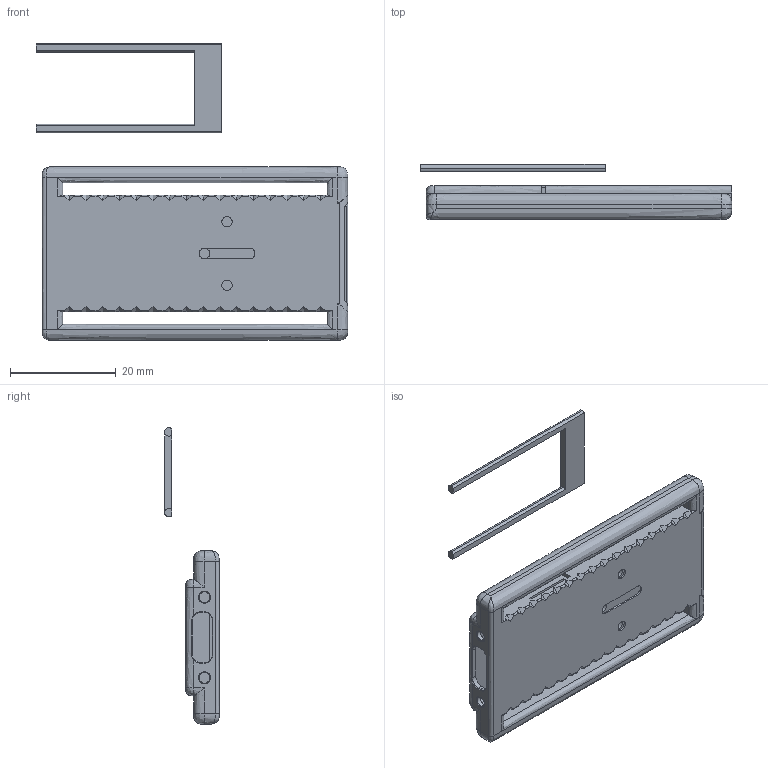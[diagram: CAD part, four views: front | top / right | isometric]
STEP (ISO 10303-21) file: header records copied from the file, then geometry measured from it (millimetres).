
FILE_DESCRIPTION (( 'STEP AP214' ), '1' );
FILE_NAME ('FuiminiCase.STEP', '2024-11-05T01:48:41', ( '' ), ( '' ), 'MPSTEP 2.0', 'Macroplastics Offline CAD Suite', '' );
FILE_SCHEMA (( 'UwU' ));
Length unit declared in the file: millimetre
Products named in the file (1): FuiminiCase
Bounding box: 58.9 x 10.32 x 56.07 mm (x, y, z)
Volume: 4604.9 mm3; surface area: 9844.9 mm2
Topology: 4 solids, 4 shells, 495 faces, 1397 edges, 908 vertices
Faces by surface type: plane 349, cylinder 99, bspline 39, cone 8
Entity records: 20113 total; most frequent: CARTESIAN_POINT 8138, ORIENTED_EDGE 2790, DIRECTION 2017, EDGE_CURVE 1395, LINE 955, VECTOR 955, VERTEX_POINT 908, AXIS2_PLACEMENT_3D 531
